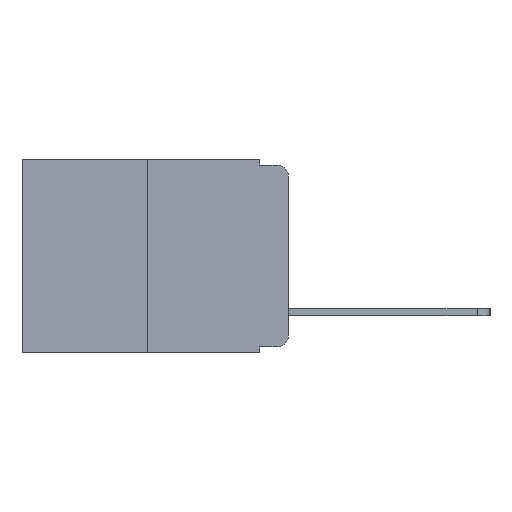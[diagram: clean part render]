
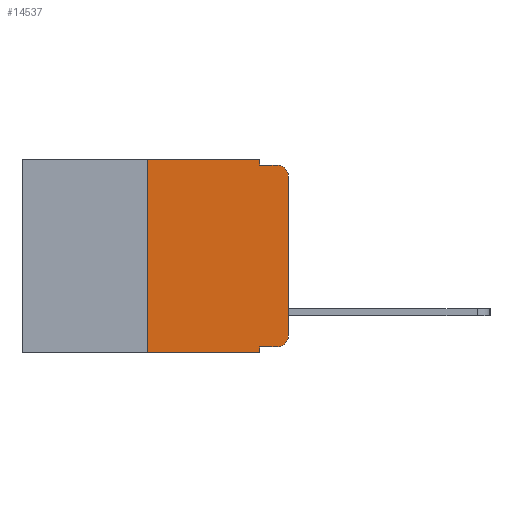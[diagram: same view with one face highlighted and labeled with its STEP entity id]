
A CAD part, left-side view. The second image highlights one B-rep face of the part: STEP entity #14537.
In plain terms, the highlighted planar face has unit normal (-1, 0, 0).
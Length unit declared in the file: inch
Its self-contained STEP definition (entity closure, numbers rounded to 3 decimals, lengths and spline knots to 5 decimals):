
#288 = ORIENTED_EDGE ( 'NONE', *, *, #526, .F. ) ;
#346 = CARTESIAN_POINT ( 'NONE',  ( 0., 0.051, -0.333 ) ) ;
#526 = EDGE_CURVE ( 'NONE', #15838, #7062, #10258, .T. ) ;
#980 = DIRECTION ( 'NONE',  ( 0., 0., -1. ) ) ;
#1385 = CIRCLE ( 'NONE', #16940, 0.02 ) ;
#1414 = PLANE ( 'NONE',  #2930 ) ;
#1418 = ORIENTED_EDGE ( 'NONE', *, *, #4055, .T. ) ;
#1431 = DIRECTION ( 'NONE',  ( -1., 0., 0. ) ) ;
#1626 = EDGE_LOOP ( 'NONE', ( #4623, #5289, #3792, #2276, #15348, #13869, #1418, #288, #13250, #17294 ) ) ;
#1679 = LINE ( 'NONE', #7818, #8573 ) ;
#2213 = CARTESIAN_POINT ( 'NONE',  ( 0., 0., -0.313 ) ) ;
#2276 = ORIENTED_EDGE ( 'NONE', *, *, #10724, .F. ) ;
#2819 = DIRECTION ( 'NONE',  ( 0., 0., -1. ) ) ;
#2905 = VECTOR ( 'NONE', #11779, 39.37008 ) ;
#2930 = AXIS2_PLACEMENT_3D ( 'NONE', #13711, #11039, #2819 ) ;
#3072 = FACE_OUTER_BOUND ( 'NONE', #1626, .T. ) ;
#3376 = EDGE_CURVE ( 'NONE', #11850, #4954, #15504, .T. ) ;
#3792 = ORIENTED_EDGE ( 'NONE', *, *, #3376, .F. ) ;
#3941 = VECTOR ( 'NONE', #12256, 39.37008 ) ;
#4055 = EDGE_CURVE ( 'NONE', #13050, #7062, #7596, .T. ) ;
#4623 = ORIENTED_EDGE ( 'NONE', *, *, #17107, .T. ) ;
#4851 = CARTESIAN_POINT ( 'NONE',  ( 0., 0.25, -0.343 ) ) ;
#4954 = VERTEX_POINT ( 'NONE', #6770 ) ;
#5040 = VECTOR ( 'NONE', #8513, 39.37008 ) ;
#5154 = DIRECTION ( 'NONE',  ( 0., -1., 0. ) ) ;
#5166 = CARTESIAN_POINT ( 'NONE',  ( 0., 0.473, -0.343 ) ) ;
#5289 = ORIENTED_EDGE ( 'NONE', *, *, #17688, .T. ) ;
#6093 = LINE ( 'NONE', #14707, #16551 ) ;
#6273 = VERTEX_POINT ( 'NONE', #10129 ) ;
#6629 = VECTOR ( 'NONE', #8275, 39.37008 ) ;
#6770 = CARTESIAN_POINT ( 'NONE',  ( 0., 0.02, -0.01 ) ) ;
#7062 = VERTEX_POINT ( 'NONE', #9399 ) ;
#7256 = DIRECTION ( 'NONE',  ( -1., 0., 0. ) ) ;
#7596 = LINE ( 'NONE', #5166, #3941 ) ;
#7618 = CARTESIAN_POINT ( 'NONE',  ( 0., 0.051, 0. ) ) ;
#7818 = CARTESIAN_POINT ( 'NONE',  ( 0., 0.051, 0. ) ) ;
#8236 = EDGE_CURVE ( 'NONE', #6273, #13069, #6093, .T. ) ;
#8275 = DIRECTION ( 'NONE',  ( 0., 0., -1. ) ) ;
#8513 = DIRECTION ( 'NONE',  ( 0., -1., 0. ) ) ;
#8573 = VECTOR ( 'NONE', #980, 39.37008 ) ;
#8639 = CARTESIAN_POINT ( 'NONE',  ( 0., 0.051, -0.01 ) ) ;
#8852 = CARTESIAN_POINT ( 'NONE',  ( 0., 0.051, 0. ) ) ;
#9339 = CIRCLE ( 'NONE', #10501, 0.02 ) ;
#9399 = CARTESIAN_POINT ( 'NONE',  ( 0., 0.051, -0.343 ) ) ;
#9685 = CARTESIAN_POINT ( 'NONE',  ( 0., 0.02, -0.03 ) ) ;
#10129 = CARTESIAN_POINT ( 'NONE',  ( 0., 0.25, 0. ) ) ;
#10146 = EDGE_CURVE ( 'NONE', #15838, #13697, #16264, .T. ) ;
#10258 = LINE ( 'NONE', #8852, #6629 ) ;
#10410 = CARTESIAN_POINT ( 'NONE',  ( 0., 0., 0. ) ) ;
#10501 = AXIS2_PLACEMENT_3D ( 'NONE', #15430, #7256, #16788 ) ;
#10724 = EDGE_CURVE ( 'NONE', #13069, #11850, #1679, .T. ) ;
#10825 = CARTESIAN_POINT ( 'NONE',  ( 0., 0.051, -0.333 ) ) ;
#11039 = DIRECTION ( 'NONE',  ( 1., 0., 0. ) ) ;
#11046 = DIRECTION ( 'NONE',  ( 0., 0., -1. ) ) ;
#11333 = CARTESIAN_POINT ( 'NONE',  ( 0., 0., -0.03 ) ) ;
#11643 = VECTOR ( 'NONE', #12196, 39.37008 ) ;
#11769 = CARTESIAN_POINT ( 'NONE',  ( 0., 0.051, -0.01 ) ) ;
#11779 = DIRECTION ( 'NONE',  ( 0., 0., 1. ) ) ;
#11850 = VERTEX_POINT ( 'NONE', #11769 ) ;
#12196 = DIRECTION ( 'NONE',  ( 0., 0., 1. ) ) ;
#12256 = DIRECTION ( 'NONE',  ( 0., -1., 0. ) ) ;
#12483 = VERTEX_POINT ( 'NONE', #2213 ) ;
#12657 = VECTOR ( 'NONE', #14874, 39.37008 ) ;
#12886 = EDGE_CURVE ( 'NONE', #13697, #12483, #9339, .T. ) ;
#13050 = VERTEX_POINT ( 'NONE', #4851 ) ;
#13069 = VERTEX_POINT ( 'NONE', #7618 ) ;
#13250 = ORIENTED_EDGE ( 'NONE', *, *, #10146, .T. ) ;
#13697 = VERTEX_POINT ( 'NONE', #17307 ) ;
#13711 = CARTESIAN_POINT ( 'NONE',  ( 0., 0.473, 0. ) ) ;
#13802 = EDGE_CURVE ( 'NONE', #13050, #6273, #15265, .T. ) ;
#13833 = LINE ( 'NONE', #10410, #2905 ) ;
#13869 = ORIENTED_EDGE ( 'NONE', *, *, #13802, .F. ) ;
#14537 = ADVANCED_FACE ( 'NONE', ( #3072 ), #1414, .F. ) ;
#14707 = CARTESIAN_POINT ( 'NONE',  ( 0., 0.473, 0. ) ) ;
#14874 = DIRECTION ( 'NONE',  ( 0., -1., 0. ) ) ;
#15265 = LINE ( 'NONE', #16232, #11643 ) ;
#15348 = ORIENTED_EDGE ( 'NONE', *, *, #8236, .F. ) ;
#15430 = CARTESIAN_POINT ( 'NONE',  ( 0., 0.02, -0.313 ) ) ;
#15504 = LINE ( 'NONE', #8639, #5040 ) ;
#15838 = VERTEX_POINT ( 'NONE', #346 ) ;
#16232 = CARTESIAN_POINT ( 'NONE',  ( 0., 0.25, 0. ) ) ;
#16264 = LINE ( 'NONE', #10825, #12657 ) ;
#16551 = VECTOR ( 'NONE', #5154, 39.37008 ) ;
#16788 = DIRECTION ( 'NONE',  ( 0., 0., -1. ) ) ;
#16940 = AXIS2_PLACEMENT_3D ( 'NONE', #9685, #1431, #11046 ) ;
#17107 = EDGE_CURVE ( 'NONE', #12483, #17818, #13833, .T. ) ;
#17294 = ORIENTED_EDGE ( 'NONE', *, *, #12886, .T. ) ;
#17307 = CARTESIAN_POINT ( 'NONE',  ( 0., 0.02, -0.333 ) ) ;
#17688 = EDGE_CURVE ( 'NONE', #17818, #4954, #1385, .T. ) ;
#17818 = VERTEX_POINT ( 'NONE', #11333 ) ;
